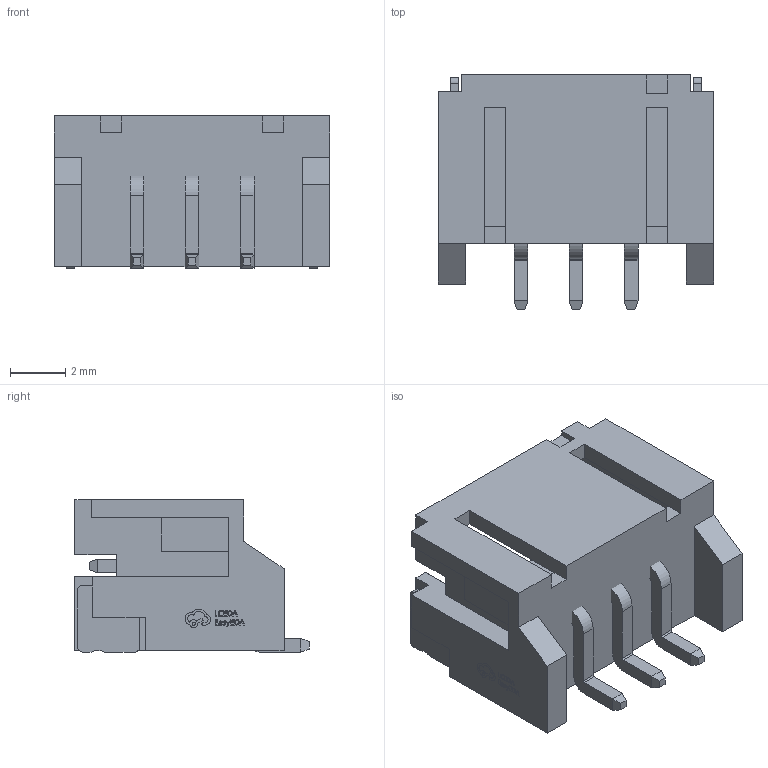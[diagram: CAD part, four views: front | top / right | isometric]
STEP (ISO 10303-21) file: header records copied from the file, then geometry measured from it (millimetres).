
FILE_DESCRIPTION (( 'STEP AP214' ), '1' );
FILE_NAME ('CONN-SMD_3P-P2.00_XUNPU_WAFER-PH2.0-3PWB.step', '2022-07-29T13:18:28', ( '' ), ( '' ), 'SwSTEP 2.0', 'SolidWorks 2020', '' );
FILE_SCHEMA (( 'AUTOMOTIVE_DESIGN' ));
Length unit declared in the file: millimetre
Products named in the file (1): CONN-SMD_3P-P2.00_XUNPU_WAFER-PH2.0-3PWB
Bounding box: 10 x 8.5 x 5.53 mm (x, y, z)
Volume: 155 mm3; surface area: 555.3 mm2
Topology: 19 solids, 19 shells, 460 faces, 1213 edges, 794 vertices
Faces by surface type: plane 324, bspline 112, cylinder 24
Entity records: 20317 total; most frequent: CARTESIAN_POINT 4572, ORIENTED_EDGE 2426, DIRECTION 1731, EDGE_CURVE 1213, LINE 937, VECTOR 937, VERTEX_POINT 794, EDGE_LOOP 479
